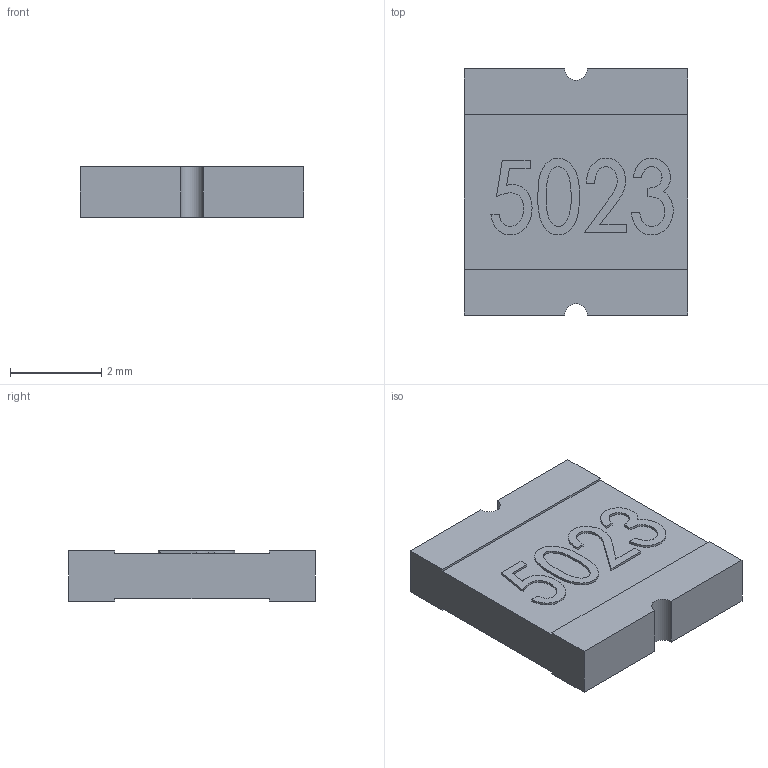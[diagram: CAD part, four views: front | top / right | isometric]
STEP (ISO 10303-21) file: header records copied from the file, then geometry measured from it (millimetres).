
FILE_DESCRIPTION(('FreeCAD Model'),'2;1');
FILE_NAME('MF-SMDF050.step','2016-10-17T12:40:32',( 'Author'),(''),'Open CASCADE STEP processor 6.8','FreeCAD','Unknown' );
FILE_SCHEMA(('AUTOMOTIVE_DESIGN_CC2 { 1 2 10303 214 -1 1 5 4 }'));
Length unit declared in the file: millimetre
Products named in the file (2): ASSEMBLY; MF-SMDF050
Assembly tree (1 placements, depth 2):
  ASSEMBLY
    MF-SMDF050
Bounding box: 4.9 x 5.4 x 1.1 mm (x, y, z)
Volume: 27.3 mm3; surface area: 77.5 mm2
Topology: 1 solids, 1 shells, 75 faces, 204 edges, 136 vertices
Faces by surface type: bspline 37, plane 36, cylinder 2
Entity records: 10600 total; most frequent: CARTESIAN_POINT 6466, DIRECTION 466, ORIENTED_EDGE 408, PCURVE 408, DEFINITIONAL_REPRESENTATION 408, LINE 374, VECTOR 374, B_SPLINE_CURVE_WITH_KNOTS 230
